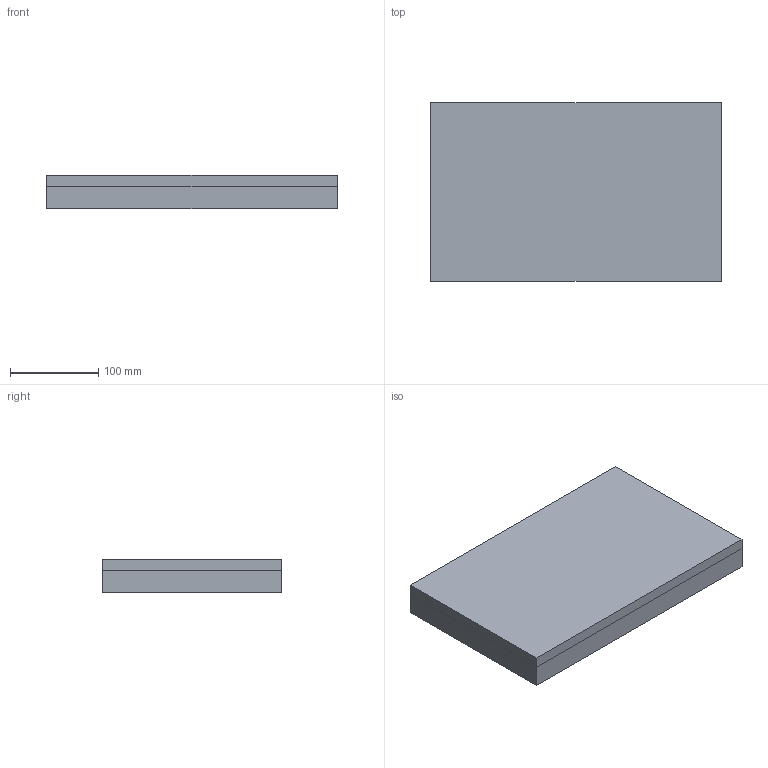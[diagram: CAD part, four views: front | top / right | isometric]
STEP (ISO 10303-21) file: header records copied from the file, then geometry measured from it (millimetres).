
FILE_DESCRIPTION(/* description */ (''),/* implementation_level */ '2;1');
FILE_NAME(/* name */ 'ping pong blade v7.step',/* time_stamp */ '2024-07-06T22:54:05-04:00',/* author */ (''),/* organization */ (''),/* preprocessor_version */ 'ST-DEVELOPER v20',/* originating_system */ 'Autodesk Translation Framework v13.14.0.145',/* authorisation */ '');
FILE_SCHEMA (('AUTOMOTIVE_DESIGN { 1 0 10303 214 3 1 1 }'));
Length unit declared in the file: millimetre
Products named in the file (1): ping pong blade
Bounding box: 330.2 x 203.2 x 38.1 mm (x, y, z)
Volume: 2334499.1 mm3; surface area: 369496.8 mm2
Topology: 2 solids, 2 shells, 104 faces, 266 edges, 163 vertices
Faces by surface type: bspline 84, plane 20
Entity records: 12666 total; most frequent: CARTESIAN_POINT 10811, ORIENTED_EDGE 524, EDGE_CURVE 262, B_SPLINE_CURVE_WITH_KNOTS 208, VERTEX_POINT 163, DIRECTION 109, EDGE_LOOP 105, FACE_OUTER_BOUND 104
